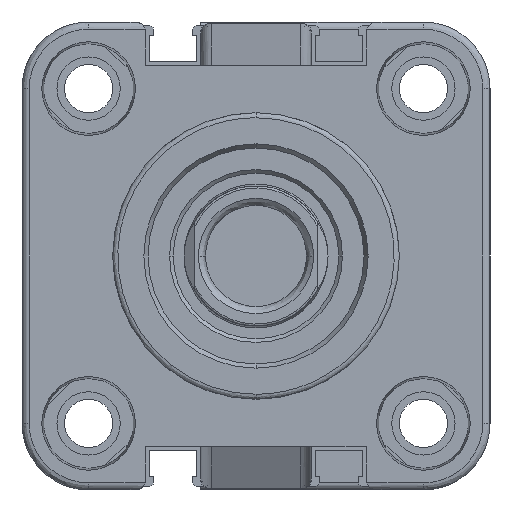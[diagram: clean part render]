
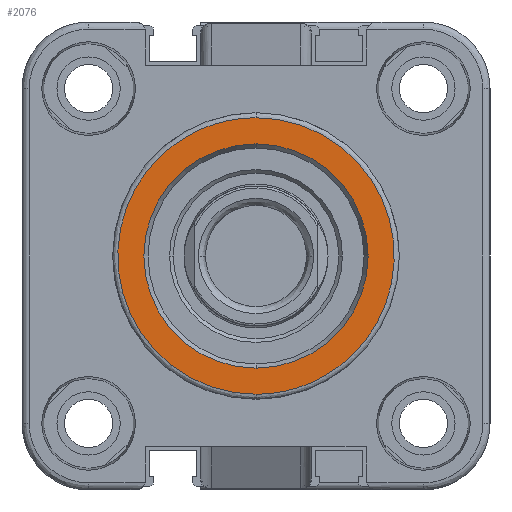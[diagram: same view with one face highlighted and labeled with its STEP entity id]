
A CAD part, front view. The second image highlights one B-rep face of the part: STEP entity #2076.
In plain terms, the highlighted face is planar.
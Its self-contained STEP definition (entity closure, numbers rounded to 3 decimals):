
#243 = AXIS2_PLACEMENT_3D ( 'NONE', #12496, #2808, #4932 ) ;
#253 = CIRCLE ( 'NONE', #11791, 15.577 ) ;
#291 = CIRCLE ( 'NONE', #243, 15.577 ) ;
#908 = AXIS2_PLACEMENT_3D ( 'NONE', #5951, #3958, #1146 ) ;
#1146 = DIRECTION ( 'NONE',  ( 0., 0., 1. ) ) ;
#1248 = DIRECTION ( 'NONE',  ( 0., 0., -1. ) ) ;
#1659 = VERTEX_POINT ( 'NONE', #4445 ) ;
#1713 = EDGE_LOOP ( 'NONE', ( #8701, #13766 ) ) ;
#1777 =( BOUNDED_CURVE ( )  B_SPLINE_CURVE ( 3, ( #5884, #10285, #12368, #8046 ),
 .UNSPECIFIED., .F., .F. ) 
 B_SPLINE_CURVE_WITH_KNOTS ( ( 4, 4 ),
 ( 0., 1. ),
 .UNSPECIFIED. ) 
 CURVE ( )  GEOMETRIC_REPRESENTATION_ITEM ( )  RATIONAL_B_SPLINE_CURVE ( ( 1., 0.333, 0.333, 1. ) ) 
 REPRESENTATION_ITEM ( '' )  );
#2018 = FACE_BOUND ( 'NONE', #1713, .T. ) ;
#2076 = ADVANCED_FACE ( 'NONE', ( #2018, #4195 ), #10258, .F. ) ;
#2280 = CARTESIAN_POINT ( 'NONE',  ( 274.95, 214.438, 288.466 ) ) ;
#2577 = CARTESIAN_POINT ( 'NONE',  ( 274.95, 252.838, 307.666 ) ) ;
#2808 = DIRECTION ( 'NONE',  ( 1., 0., 0. ) ) ;
#3643 = CARTESIAN_POINT ( 'NONE',  ( 274.95, 214.438, 269.266 ) ) ;
#3958 = DIRECTION ( 'NONE',  ( -1., 0., 0. ) ) ;
#4115 = EDGE_CURVE ( 'NONE', #6142, #1659, #253, .T. ) ;
#4195 = FACE_OUTER_BOUND ( 'NONE', #10700, .T. ) ;
#4445 = CARTESIAN_POINT ( 'NONE',  ( 274.95, 214.438, 272.889 ) ) ;
#4856 = CARTESIAN_POINT ( 'NONE',  ( 274.95, 214.438, 307.666 ) ) ;
#4932 = DIRECTION ( 'NONE',  ( 0., 0., -1. ) ) ;
#5601 = EDGE_CURVE ( 'NONE', #1659, #6142, #291, .T. ) ;
#5884 = CARTESIAN_POINT ( 'NONE',  ( 274.95, 214.438, 269.266 ) ) ;
#5951 = CARTESIAN_POINT ( 'NONE',  ( 274.95, 234.338, 288.466 ) ) ;
#6142 = VERTEX_POINT ( 'NONE', #12341 ) ;
#8046 = CARTESIAN_POINT ( 'NONE',  ( 274.95, 214.438, 307.666 ) ) ;
#8106 = VERTEX_POINT ( 'NONE', #9659 ) ;
#8235 = ORIENTED_EDGE ( 'NONE', *, *, #8354, .F. ) ;
#8354 = EDGE_CURVE ( 'NONE', #8106, #11622, #1777, .T. ) ;
#8701 = ORIENTED_EDGE ( 'NONE', *, *, #5601, .F. ) ;
#9498 =( BOUNDED_CURVE ( )  B_SPLINE_CURVE ( 3, ( #4856, #2577, #10162, #3643 ),
 .UNSPECIFIED., .F., .F. ) 
 B_SPLINE_CURVE_WITH_KNOTS ( ( 4, 4 ),
 ( 0., 1. ),
 .UNSPECIFIED. ) 
 CURVE ( )  GEOMETRIC_REPRESENTATION_ITEM ( )  RATIONAL_B_SPLINE_CURVE ( ( 1., 0.333, 0.333, 1. ) ) 
 REPRESENTATION_ITEM ( '' )  );
#9659 = CARTESIAN_POINT ( 'NONE',  ( 274.95, 214.438, 269.266 ) ) ;
#9974 = DIRECTION ( 'NONE',  ( 1., 0., 0. ) ) ;
#10162 = CARTESIAN_POINT ( 'NONE',  ( 274.95, 252.838, 269.266 ) ) ;
#10258 = PLANE ( 'NONE',  #908 ) ;
#10285 = CARTESIAN_POINT ( 'NONE',  ( 274.95, 176.038, 269.266 ) ) ;
#10700 = EDGE_LOOP ( 'NONE', ( #11261, #8235 ) ) ;
#10881 = CARTESIAN_POINT ( 'NONE',  ( 274.95, 214.438, 307.666 ) ) ;
#11261 = ORIENTED_EDGE ( 'NONE', *, *, #12524, .F. ) ;
#11622 = VERTEX_POINT ( 'NONE', #10881 ) ;
#11791 = AXIS2_PLACEMENT_3D ( 'NONE', #2280, #9974, #1248 ) ;
#12341 = CARTESIAN_POINT ( 'NONE',  ( 274.95, 214.438, 304.043 ) ) ;
#12368 = CARTESIAN_POINT ( 'NONE',  ( 274.95, 176.038, 307.666 ) ) ;
#12496 = CARTESIAN_POINT ( 'NONE',  ( 274.95, 214.438, 288.466 ) ) ;
#12524 = EDGE_CURVE ( 'NONE', #11622, #8106, #9498, .T. ) ;
#13766 = ORIENTED_EDGE ( 'NONE', *, *, #4115, .F. ) ;
